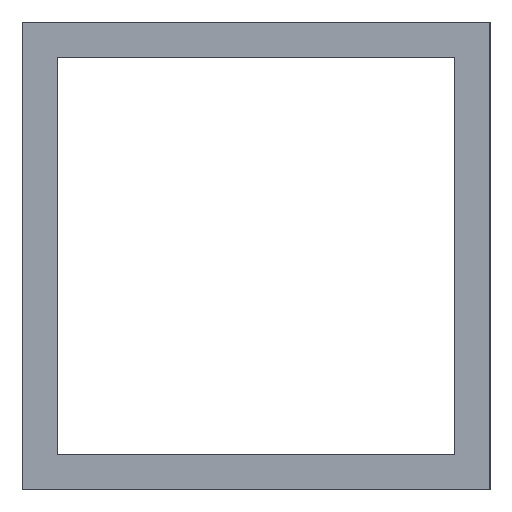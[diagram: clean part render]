
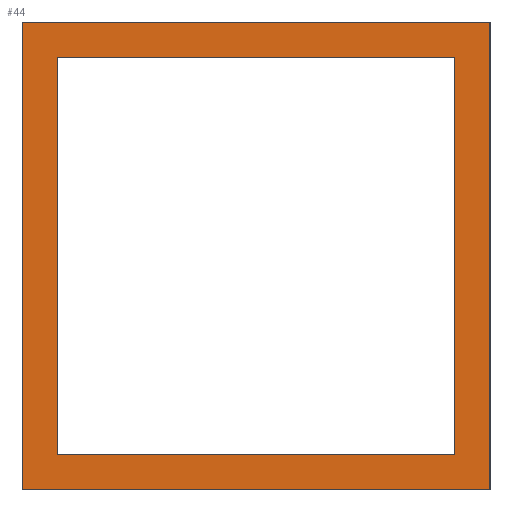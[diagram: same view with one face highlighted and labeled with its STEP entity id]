
A CAD part, left-side view. The second image highlights one B-rep face of the part: STEP entity #44.
In plain terms, the highlighted planar face has unit normal (-1, 0, 0).
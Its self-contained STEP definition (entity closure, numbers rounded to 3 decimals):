
#44 = ADVANCED_FACE( '', ( #87, #88 ), #89, .F. );
#87 = FACE_OUTER_BOUND( '', #126, .T. );
#88 = FACE_BOUND( '', #127, .T. );
#89 = PLANE( '', #128 );
#126 = EDGE_LOOP( '', ( #187, #188, #189, #190 ) );
#127 = EDGE_LOOP( '', ( #191, #192, #193, #194 ) );
#128 = AXIS2_PLACEMENT_3D( '', #195, #196, #197 );
#187 = ORIENTED_EDGE( '', *, *, #245, .F. );
#188 = ORIENTED_EDGE( '', *, *, #255, .F. );
#189 = ORIENTED_EDGE( '', *, *, #231, .F. );
#190 = ORIENTED_EDGE( '', *, *, #256, .F. );
#191 = ORIENTED_EDGE( '', *, *, #257, .T. );
#192 = ORIENTED_EDGE( '', *, *, #258, .T. );
#193 = ORIENTED_EDGE( '', *, *, #241, .T. );
#194 = ORIENTED_EDGE( '', *, *, #236, .T. );
#195 = CARTESIAN_POINT( '', ( 0., 0., 0. ) );
#196 = DIRECTION( '', ( 1., 0., 0. ) );
#197 = DIRECTION( '', ( 0., 0., -1. ) );
#231 = EDGE_CURVE( '', #265, #266, #267, .T. );
#236 = EDGE_CURVE( '', #274, #275, #276, .T. );
#241 = EDGE_CURVE( '', #283, #274, #284, .T. );
#245 = EDGE_CURVE( '', #289, #290, #291, .T. );
#255 = EDGE_CURVE( '', #266, #289, #304, .T. );
#256 = EDGE_CURVE( '', #290, #265, #305, .T. );
#257 = EDGE_CURVE( '', #275, #306, #307, .T. );
#258 = EDGE_CURVE( '', #306, #283, #308, .T. );
#265 = VERTEX_POINT( '', #315 );
#266 = VERTEX_POINT( '', #316 );
#267 = LINE( '', #317, #318 );
#274 = VERTEX_POINT( '', #328 );
#275 = VERTEX_POINT( '', #329 );
#276 = LINE( '', #330, #331 );
#283 = VERTEX_POINT( '', #341 );
#284 = LINE( '', #342, #343 );
#289 = VERTEX_POINT( '', #350 );
#290 = VERTEX_POINT( '', #351 );
#291 = LINE( '', #352, #353 );
#304 = LINE( '', #373, #374 );
#305 = LINE( '', #375, #376 );
#306 = VERTEX_POINT( '', #377 );
#307 = LINE( '', #378, #379 );
#308 = LINE( '', #380, #381 );
#315 = CARTESIAN_POINT( '', ( 0., -20., -20. ) );
#316 = CARTESIAN_POINT( '', ( 0., 20., -20. ) );
#317 = CARTESIAN_POINT( '', ( 0., -20., -20. ) );
#318 = VECTOR( '', #388, 1000. );
#328 = CARTESIAN_POINT( '', ( 0., 17., -17. ) );
#329 = CARTESIAN_POINT( '', ( 0., 17., 17. ) );
#330 = CARTESIAN_POINT( '', ( 0., 17., -17. ) );
#331 = VECTOR( '', #392, 1000. );
#341 = CARTESIAN_POINT( '', ( 0., -17., -17. ) );
#342 = CARTESIAN_POINT( '', ( 0., -17., -17. ) );
#343 = VECTOR( '', #396, 1000. );
#350 = CARTESIAN_POINT( '', ( 0., 20., 20. ) );
#351 = CARTESIAN_POINT( '', ( 0., -20., 20. ) );
#352 = CARTESIAN_POINT( '', ( 0., 20., 20. ) );
#353 = VECTOR( '', #399, 1000. );
#373 = CARTESIAN_POINT( '', ( 0., 20., -20. ) );
#374 = VECTOR( '', #407, 1000. );
#375 = CARTESIAN_POINT( '', ( 0., -20., 20. ) );
#376 = VECTOR( '', #408, 1000. );
#377 = CARTESIAN_POINT( '', ( 0., -17., 17. ) );
#378 = CARTESIAN_POINT( '', ( 0., 17., 17. ) );
#379 = VECTOR( '', #409, 1000. );
#380 = CARTESIAN_POINT( '', ( 0., -17., 17. ) );
#381 = VECTOR( '', #410, 1000. );
#388 = DIRECTION( '', ( 0., 1., 0. ) );
#392 = DIRECTION( '', ( 0., 0., 1. ) );
#396 = DIRECTION( '', ( 0., 1., 0. ) );
#399 = DIRECTION( '', ( 0., -1., 0. ) );
#407 = DIRECTION( '', ( 0., 0., 1. ) );
#408 = DIRECTION( '', ( 0., 0., -1. ) );
#409 = DIRECTION( '', ( 0., -1., 0. ) );
#410 = DIRECTION( '', ( 0., 0., -1. ) );
